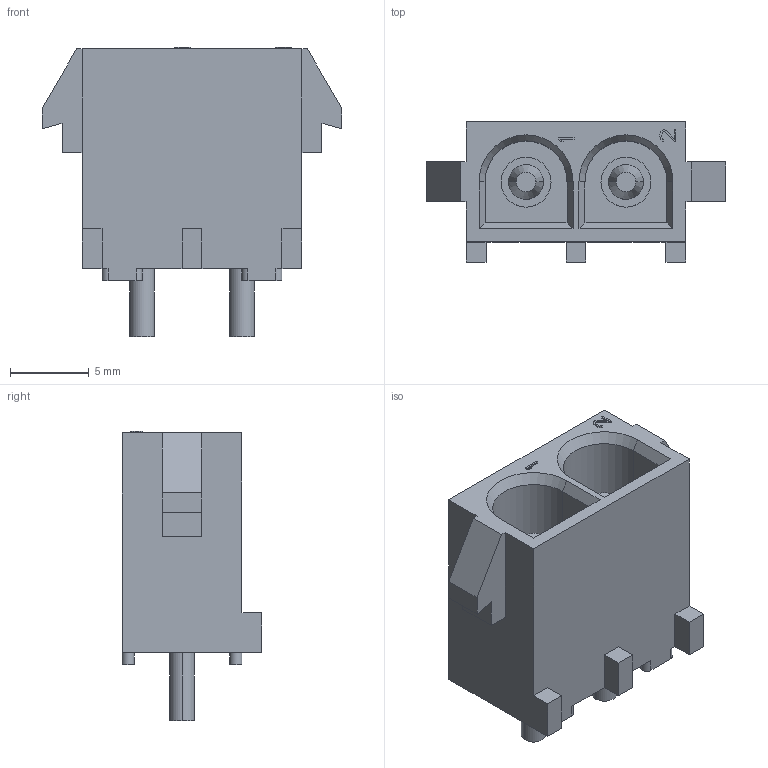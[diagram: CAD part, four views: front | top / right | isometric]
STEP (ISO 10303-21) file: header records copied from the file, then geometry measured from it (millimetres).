
FILE_DESCRIPTION((''),'2;1');
FILE_NAME('C-0350428-01-3','2007-11-20T',('workeradm'),('Tyco Electronics Corporation'),'PRO/ENGINEER BY PARAMETRIC TECHNOLOGY CORPORATION, 2005450','PRO/ENGINEER BY PARAMETRIC TECHNOLOGY CORPORATION, 2005450','');
FILE_SCHEMA(('CONFIG_CONTROL_DESIGN', 'GEOMETRIC_VALIDATION_PROPERTIES_MIM'));
Length unit declared in the file: millimetre
Products named in the file (1): C-0350428-01-3
Bounding box: 19.05 x 8.89 x 18.38 mm (x, y, z)
Volume: 1032.5 mm3; surface area: 1582.3 mm2
Topology: 1 solids, 1 shells, 123 faces, 321 edges, 210 vertices
Faces by surface type: plane 95, cylinder 22, cone 6
Entity records: 3858 total; most frequent: CARTESIAN_POINT 655, ORIENTED_EDGE 642, DIRECTION 617, EDGE_CURVE 321, VECTOR 271, LINE 271, VERTEX_POINT 210, AXIS2_PLACEMENT_3D 173
